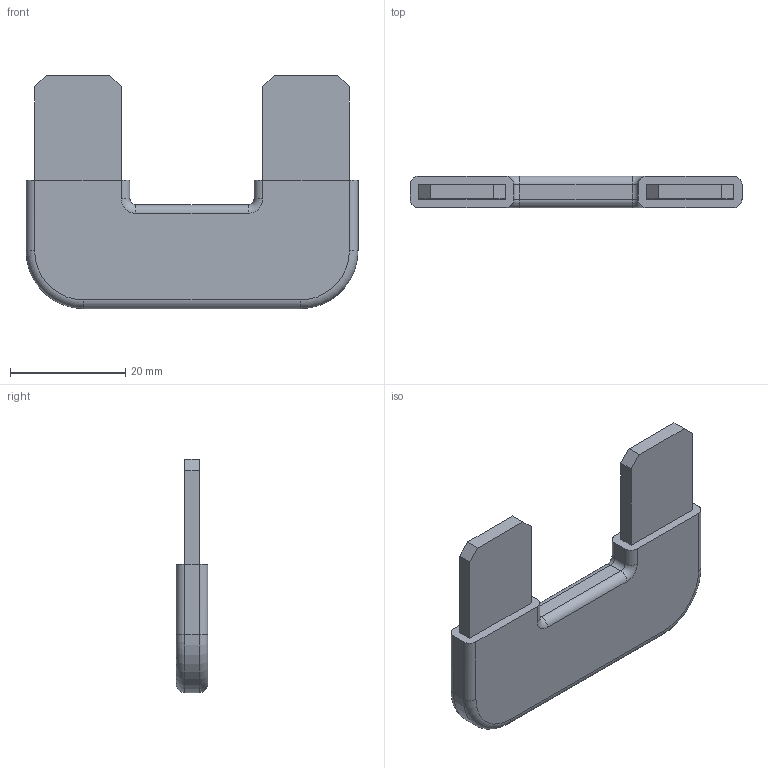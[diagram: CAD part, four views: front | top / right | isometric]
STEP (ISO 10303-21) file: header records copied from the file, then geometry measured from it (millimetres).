
FILE_DESCRIPTION(('CATIA V5 STEP Exchange','CAx-IF Rec.Pracs.--- Model Styling and Organization---1.4--- 2014-01-23'),'2;1');
FILE_NAME ('016039-2_1', '2023-02-02T10:23:45+00:00', ('none'), ('Weidmueller'), 'CATIA Version 5-6 Release 2016 SP3 HF44', 'CATIA V5 STEP AP214', 'none');
FILE_SCHEMA(('AUTOMOTIVE_DESIGN { 1 0 10303 214 1 1 1 1 }'));
Length unit declared in the file: millimetre
Products named in the file (1): 1561940000
Bounding box: 57.5 x 5.5 x 40.4 mm (x, y, z)
Volume: 7517.2 mm3; surface area: 8695.7 mm2
Topology: 2 solids, 2 shells, 64 faces, 164 edges, 104 vertices
Faces by surface type: plane 32, cylinder 24, torus 8
Entity records: 2130 total; most frequent: CARTESIAN_POINT 579, ORIENTED_EDGE 328, DIRECTION 275, EDGE_CURVE 164, VECTOR 108, LINE 108, VERTEX_POINT 104, AXIS2_PLACEMENT_3D 103
